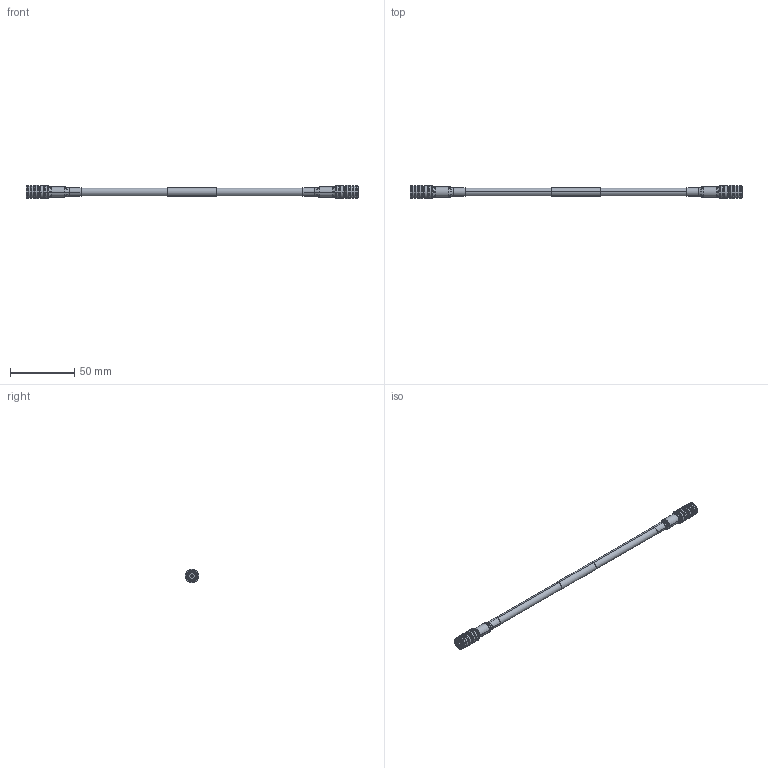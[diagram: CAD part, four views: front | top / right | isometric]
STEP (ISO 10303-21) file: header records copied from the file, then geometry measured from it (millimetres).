
FILE_DESCRIPTION (( 'STEP AP214' ), '1' );
FILE_NAME ('FMCA3293_3D.step', '2023-06-22T15:40:29', ( '' ), ( '' ), 'SwSTEP 2.0', 'SolidWorks 2022', '' );
FILE_SCHEMA (( 'AUTOMOTIVE_DESIGN' ));
Length unit declared in the file: inch
Products named in the file (4): FMCA3293_3D; EZ-240-QM-X-PE^FMCA3293; TCOM-240^FMCA3293_with label; HEAT SHRINK^FMCA3293_TNC TO d240 EZ-240-TM-X
Assembly tree (5 placements, depth 2):
  FMCA3293_3D
    TCOM-240^FMCA3293_with label
    EZ-240-QM-X-PE^FMCA3293  x2
    HEAT SHRINK^FMCA3293_TNC TO d240 EZ-240-TM-X  x2
Bounding box: 257.8 x 10.41 x 10.41 mm (x, y, z)
Volume: 8839.4 mm3; surface area: 11541.5 mm2
Topology: 7 solids, 7 shells, 450 faces, 1026 edges, 598 vertices
Faces by surface type: cylinder 178, cone 154, plane 94, torus 24
Entity records: 6684 total; most frequent: DIRECTION 1231, CARTESIAN_POINT 1179, ORIENTED_EDGE 1044, EDGE_CURVE 522, AXIS2_PLACEMENT_3D 501, VERTEX_POINT 305, CIRCLE 263, EDGE_LOOP 251
